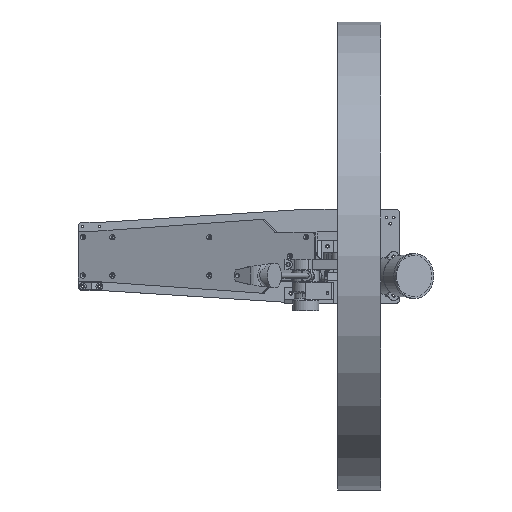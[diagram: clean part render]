
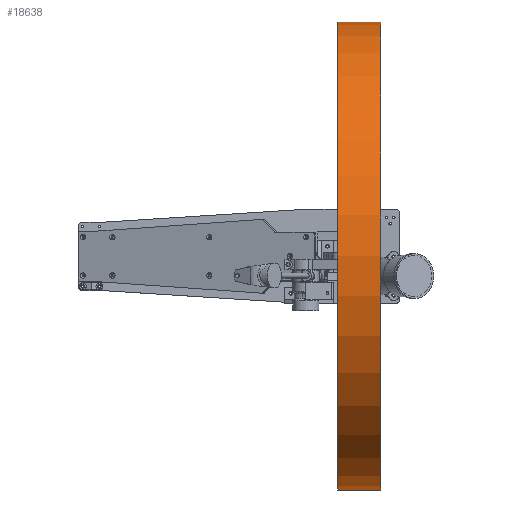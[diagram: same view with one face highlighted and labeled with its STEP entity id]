
A CAD part, top view. The second image highlights one B-rep face of the part: STEP entity #18638.
In plain terms, the highlighted cylindrical face has radius 287.2 mm (diameter 574.4 mm), a full revolution.
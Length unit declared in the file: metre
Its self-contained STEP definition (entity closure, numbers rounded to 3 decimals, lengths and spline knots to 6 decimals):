
#688=CIRCLE('',#20935,0.2872);
#689=CIRCLE('',#20937,0.2872);
#9267=ORIENTED_EDGE('',*,*,#11996,.T.);
#9268=ORIENTED_EDGE('',*,*,#11997,.F.);
#11996=EDGE_CURVE('',#13874,#13874,#688,.T.);
#11997=EDGE_CURVE('',#13875,#13875,#689,.T.);
#13874=VERTEX_POINT('',#36995);
#13875=VERTEX_POINT('',#36998);
#15660=EDGE_LOOP('',(#9267));
#15661=EDGE_LOOP('',(#9268));
#16943=FACE_BOUND('',#15660,.T.);
#16944=FACE_BOUND('',#15661,.T.);
#17624=CYLINDRICAL_SURFACE('',#20936,0.2872);
#18638=ADVANCED_FACE('',(#16943,#16944),#17624,.T.);
#20935=AXIS2_PLACEMENT_3D('',#36994,#26209,#26210);
#20936=AXIS2_PLACEMENT_3D('',#36996,#26211,#26212);
#20937=AXIS2_PLACEMENT_3D('',#36997,#26213,#26214);
#26209=DIRECTION('',(1.,0.,0.));
#26210=DIRECTION('',(0.,0.,-1.));
#26211=DIRECTION('',(1.,0.,0.));
#26212=DIRECTION('',(0.,0.,-1.));
#26213=DIRECTION('',(1.,0.,0.));
#26214=DIRECTION('',(0.,0.,-1.));
#36994=CARTESIAN_POINT('',(0.039,0.,0.2932));
#36995=CARTESIAN_POINT('',(0.039,0.,0.006));
#36996=CARTESIAN_POINT('',(0.0985,0.,0.2932));
#36997=CARTESIAN_POINT('',(0.092,0.,0.2932));
#36998=CARTESIAN_POINT('',(0.092,0.,0.006));
